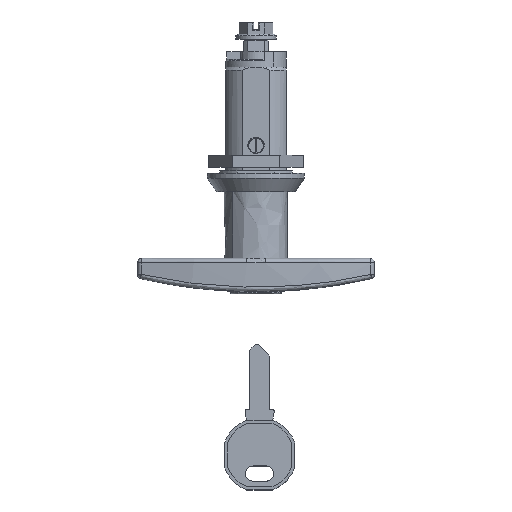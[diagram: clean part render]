
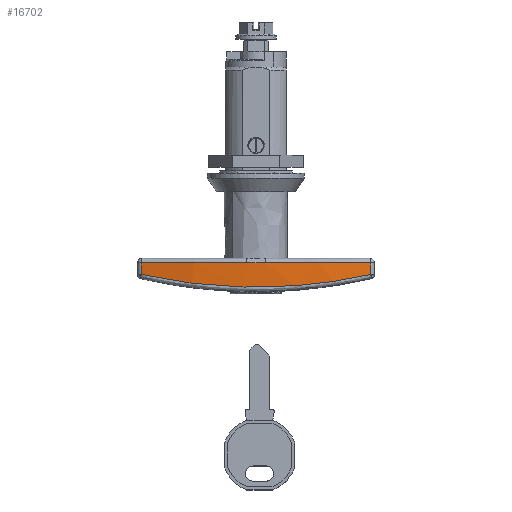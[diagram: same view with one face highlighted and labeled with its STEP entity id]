
A CAD part, top view. The second image highlights one B-rep face of the part: STEP entity #16702.
In plain terms, the highlighted free-form (B-spline) face has degree [1, 2] with [2, 3] control points.
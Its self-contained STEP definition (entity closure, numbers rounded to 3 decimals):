
#13457=CARTESIAN_POINT('',(-32.997,37.831,7.269));
#13458=VERTEX_POINT('',#13457);
#13632=CARTESIAN_POINT('',(-32.997,-37.831,7.269));
#13633=VERTEX_POINT('',#13632);
#13647=CARTESIAN_POINT('',(-32.997,37.831,7.269));
#13648=CARTESIAN_POINT('',(-33.688,34.755,7.966));
#13649=CARTESIAN_POINT('',(-34.295,31.661,8.577));
#13650=CARTESIAN_POINT('',(-35.338,25.439,9.629));
#13651=CARTESIAN_POINT('',(-35.775,22.311,10.07));
#13652=CARTESIAN_POINT('',(-36.478,16.019,10.779));
#13653=CARTESIAN_POINT('',(-36.744,12.856,11.047));
#13654=CARTESIAN_POINT('',(-37.101,6.494,11.407));
#13655=CARTESIAN_POINT('',(-37.193,3.295,11.499));
#13656=CARTESIAN_POINT('',(-37.194,-0.727,11.5));
#13657=CARTESIAN_POINT('',(-37.189,-1.532,11.495));
#13658=CARTESIAN_POINT('',(-37.173,-2.742,11.479));
#13659=CARTESIAN_POINT('',(-37.166,-3.146,11.472));
#13660=CARTESIAN_POINT('',(-37.149,-3.953,11.455));
#13661=CARTESIAN_POINT('',(-37.101,-5.97,11.406));
#13662=CARTESIAN_POINT('',(-37.017,-7.978,11.322));
#13663=CARTESIAN_POINT('',(-36.75,-12.781,11.053));
#13664=CARTESIAN_POINT('',(-36.484,-15.962,10.784));
#13665=CARTESIAN_POINT('',(-35.779,-22.281,10.074));
#13666=CARTESIAN_POINT('',(-35.341,-25.42,9.632));
#13667=CARTESIAN_POINT('',(-34.296,-31.657,8.578));
#13668=CARTESIAN_POINT('',(-33.688,-34.754,7.966));
#13669=CARTESIAN_POINT('',(-32.997,-37.831,7.269));
#13670=B_SPLINE_CURVE_WITH_KNOTS('',3,(#13647,#13648,#13649,#13650,#13651,#13652,#13653,#13654,#13655,#13656,#13657,#13658,#13659,#13660,#13661,#13662,#13663,#13664,#13665,#13666,#13667,#13668,#13669),.UNSPECIFIED.,.F.,.U.,(4,2,2,2,2,2,2,1,2,2,2,4),(0.0,0.125,0.25,0.375,0.5,0.531,0.547,0.563,0.625,0.75,0.875,1.0),.UNSPECIFIED.);
#13671=EDGE_CURVE('',#13458,#13633,#13670,.T.);
#15103=CARTESIAN_POINT('',(-29.203,-37.831,7.269));
#15104=VERTEX_POINT('',#15103);
#15202=CARTESIAN_POINT('',(-29.203,-2.983,11.474));
#15203=VERTEX_POINT('',#15202);
#15217=CARTESIAN_POINT('',(-29.203,-37.831,7.269));
#15218=CARTESIAN_POINT('',(-29.203,-20.624,11.167));
#15219=CARTESIAN_POINT('',(-29.203,-2.983,11.474));
#15227=(BOUNDED_CURVE()B_SPLINE_CURVE(2,(#15217,#15218,#15219),.UNSPECIFIED.,.F.,.U.)CURVE()GEOMETRIC_REPRESENTATION_ITEM()QUASI_UNIFORM_CURVE()RATIONAL_B_SPLINE_CURVE((1.0,0.995,1.0))REPRESENTATION_ITEM(''));
#15228=EDGE_CURVE('',#15104,#15203,#15227,.T.);
#15348=CARTESIAN_POINT('',(-29.203,2.983,11.474));
#15349=VERTEX_POINT('',#15348);
#15363=CARTESIAN_POINT('',(-29.203,-2.983,11.474));
#15364=CARTESIAN_POINT('',(-29.203,-2.734,11.478));
#15365=CARTESIAN_POINT('',(-29.199,-2.485,11.482));
#15366=CARTESIAN_POINT('',(-29.187,-1.988,11.489));
#15367=CARTESIAN_POINT('',(-29.18,-1.74,11.491));
#15368=CARTESIAN_POINT('',(-29.166,-1.243,11.496));
#15369=CARTESIAN_POINT('',(-29.16,-0.994,11.497));
#15370=CARTESIAN_POINT('',(-29.151,-0.497,11.5));
#15371=CARTESIAN_POINT('',(-29.148,-0.249,11.5));
#15372=CARTESIAN_POINT('',(-29.148,0.249,11.5));
#15373=CARTESIAN_POINT('',(-29.151,0.497,11.5));
#15374=CARTESIAN_POINT('',(-29.16,0.994,11.497));
#15375=CARTESIAN_POINT('',(-29.166,1.243,11.496));
#15376=CARTESIAN_POINT('',(-29.18,1.74,11.491));
#15377=CARTESIAN_POINT('',(-29.187,1.988,11.489));
#15378=CARTESIAN_POINT('',(-29.199,2.485,11.482));
#15379=CARTESIAN_POINT('',(-29.203,2.734,11.478));
#15380=CARTESIAN_POINT('',(-29.203,2.983,11.474));
#15381=B_SPLINE_CURVE_WITH_KNOTS('',3,(#15363,#15364,#15365,#15366,#15367,#15368,#15369,#15370,#15371,#15372,#15373,#15374,#15375,#15376,#15377,#15378,#15379,#15380),.UNSPECIFIED.,.F.,.U.,(4,2,2,2,2,2,2,2,4),(0.0,0.125,0.25,0.375,0.5,0.625,0.75,0.875,1.0),.UNSPECIFIED.);
#15382=EDGE_CURVE('',#15203,#15349,#15381,.T.);
#15592=CARTESIAN_POINT('',(-29.203,37.831,7.269));
#15593=VERTEX_POINT('',#15592);
#15625=CARTESIAN_POINT('',(-29.203,2.983,11.474));
#15626=CARTESIAN_POINT('',(-29.203,20.624,11.167));
#15627=CARTESIAN_POINT('',(-29.203,37.831,7.269));
#15635=(BOUNDED_CURVE()B_SPLINE_CURVE(2,(#15625,#15626,#15627),.UNSPECIFIED.,.F.,.U.)CURVE()GEOMETRIC_REPRESENTATION_ITEM()QUASI_UNIFORM_CURVE()RATIONAL_B_SPLINE_CURVE((1.0,0.995,1.0))REPRESENTATION_ITEM(''));
#15636=EDGE_CURVE('',#15349,#15593,#15635,.T.);
#16295=CARTESIAN_POINT('',(-29.203,37.831,7.269));
#16296=CARTESIAN_POINT('',(-32.997,37.831,7.269));
#16297=QUASI_UNIFORM_CURVE('',1,(#16295,#16296),.UNSPECIFIED.,.F.,.U.);
#16298=EDGE_CURVE('',#15593,#13458,#16297,.T.);
#16347=CARTESIAN_POINT('',(-32.997,-37.831,7.269));
#16348=CARTESIAN_POINT('',(-29.203,-37.831,7.269));
#16349=QUASI_UNIFORM_CURVE('',1,(#16347,#16348),.UNSPECIFIED.,.F.,.U.);
#16350=EDGE_CURVE('',#13633,#15104,#16349,.T.);
#16680=CARTESIAN_POINT('',(-37.395,-41.494,6.397));
#16681=CARTESIAN_POINT('',(-28.942,-41.494,6.397));
#16682=CARTESIAN_POINT('',(-37.395,0.01,16.762));
#16683=CARTESIAN_POINT('',(-28.942,0.01,16.762));
#16684=CARTESIAN_POINT('',(-37.395,41.513,6.392));
#16685=CARTESIAN_POINT('',(-28.942,41.513,6.392));
#16693=(BOUNDED_SURFACE()B_SPLINE_SURFACE(1,2,((#16680,#16682,#16684),(#16681,#16683,#16685)),.UNSPECIFIED.,.F.,.F.,.U.)B_SPLINE_SURFACE_WITH_KNOTS((2,2),(3,3),(0.0,8.453),(2.178,86.45),.UNSPECIFIED.)GEOMETRIC_REPRESENTATION_ITEM()RATIONAL_B_SPLINE_SURFACE(((0.998,0.966,0.993),(0.998,0.966,0.993)))REPRESENTATION_ITEM('')SURFACE());
#16694=ORIENTED_EDGE('',*,*,#16298,.T.);
#16695=ORIENTED_EDGE('',*,*,#13671,.T.);
#16696=ORIENTED_EDGE('',*,*,#16350,.T.);
#16697=ORIENTED_EDGE('',*,*,#15228,.T.);
#16698=ORIENTED_EDGE('',*,*,#15382,.T.);
#16699=ORIENTED_EDGE('',*,*,#15636,.T.);
#16700=EDGE_LOOP('',(#16694,#16695,#16696,#16697,#16698,#16699));
#16701=FACE_OUTER_BOUND('',#16700,.T.);
#16702=ADVANCED_FACE('',(#16701),#16693,.T.);
